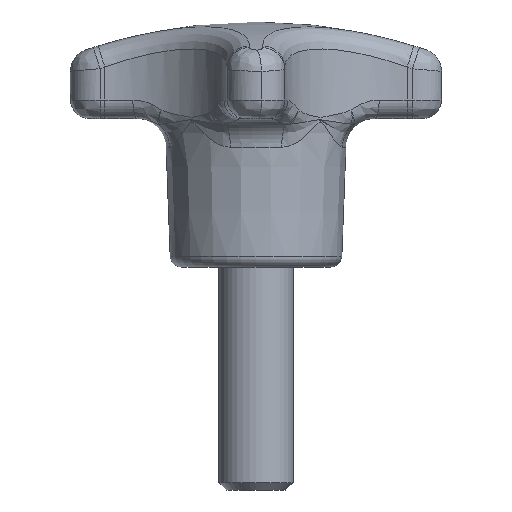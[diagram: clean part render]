
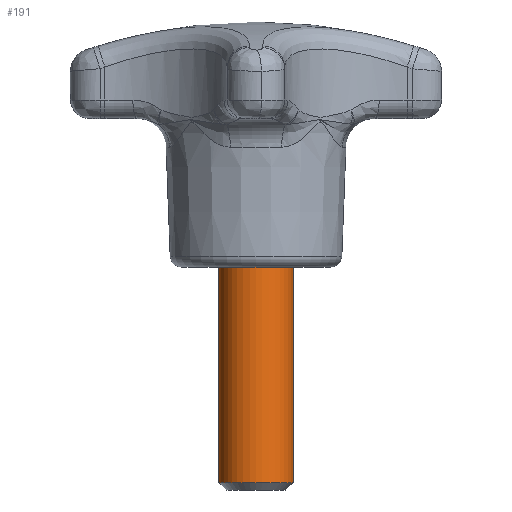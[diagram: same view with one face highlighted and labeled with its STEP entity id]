
A CAD part, front view. The second image highlights one B-rep face of the part: STEP entity #191.
In plain terms, the highlighted cylindrical face has radius 5 mm (diameter 10 mm), a full revolution.
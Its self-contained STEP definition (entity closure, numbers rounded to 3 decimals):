
#191 = ADVANCED_FACE( '', ( #449, #450 ), #451, .T. );
#449 = FACE_OUTER_BOUND( '', #2374, .T. );
#450 = FACE_OUTER_BOUND( '', #2375, .T. );
#451 = CYLINDRICAL_SURFACE( '', #2376, 5. );
#2374 = EDGE_LOOP( '', ( #8878 ) );
#2375 = EDGE_LOOP( '', ( #8879 ) );
#2376 = AXIS2_PLACEMENT_3D( '', #8880, #8881, #8882 );
#8878 = ORIENTED_EDGE( '', *, *, #9469, .T. );
#8879 = ORIENTED_EDGE( '', *, *, #9521, .T. );
#8880 = CARTESIAN_POINT( '', ( 0., 0., -30. ) );
#8881 = DIRECTION( '', ( 0., 0., -1. ) );
#8882 = DIRECTION( '', ( 1., 0., 0. ) );
#9469 = EDGE_CURVE( '', #9859, #9859, #9860, .F. );
#9521 = EDGE_CURVE( '', #9942, #9942, #9943, .F. );
#9859 = VERTEX_POINT( '', #10787 );
#9860 = CIRCLE( '', #10788, 5. );
#9942 = VERTEX_POINT( '', #11269 );
#9943 = CIRCLE( '', #11270, 5. );
#10787 = CARTESIAN_POINT( '', ( -5., 0., -29. ) );
#10788 = AXIS2_PLACEMENT_3D( '', #13520, #13521, #13522 );
#11269 = CARTESIAN_POINT( '', ( 5., 0., 0. ) );
#11270 = AXIS2_PLACEMENT_3D( '', #13595, #13596, #13597 );
#13520 = CARTESIAN_POINT( '', ( 0., 0., -29. ) );
#13521 = DIRECTION( '', ( 0., 0., -1. ) );
#13522 = DIRECTION( '', ( -1., 0., 0. ) );
#13595 = CARTESIAN_POINT( '', ( 0., 0., 0. ) );
#13596 = DIRECTION( '', ( 0., 0., 1. ) );
#13597 = DIRECTION( '', ( 1., 0., 0. ) );
